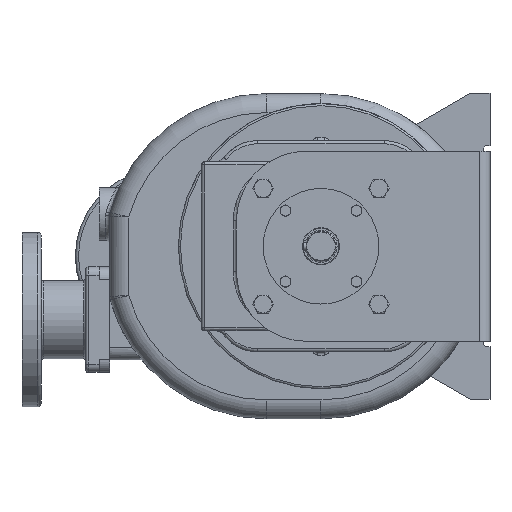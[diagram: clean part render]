
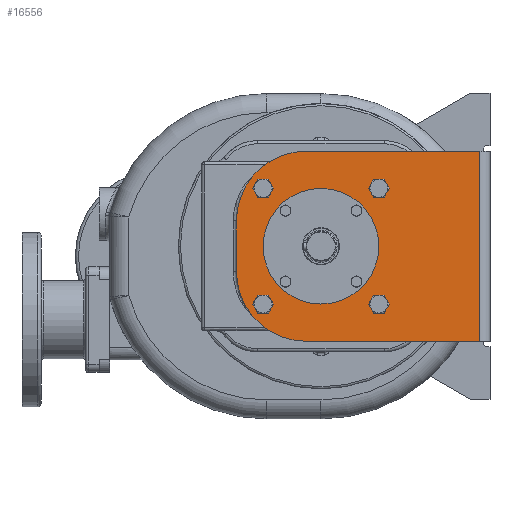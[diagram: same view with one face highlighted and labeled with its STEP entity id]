
A CAD part, left-side view. The second image highlights one B-rep face of the part: STEP entity #16556.
In plain terms, the highlighted planar face has unit normal (-1, 0, 0).
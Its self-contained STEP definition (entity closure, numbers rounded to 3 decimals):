
#150=CARTESIAN_POINT('',(-5.,14.,-24.));
#151=DIRECTION('',(1.,0.,0.));
#152=DIRECTION('',(0.,0.,-1.));
#153=AXIS2_PLACEMENT_3D('',#150,#151,#152);
#155=DIRECTION('',(0.,0.,1.));
#156=VECTOR('',#155,48.);
#157=CARTESIAN_POINT('',(-5.,80.,-24.));
#158=LINE('',#157,#156);
#159=CARTESIAN_POINT('',(-5.,14.,24.));
#160=DIRECTION('',(1.,0.,0.));
#161=DIRECTION('',(0.,1.,0.));
#162=AXIS2_PLACEMENT_3D('',#159,#160,#161);
#164=DIRECTION('',(0.,-1.,0.));
#165=VECTOR('',#164,164.);
#166=CARTESIAN_POINT('',(-5.,14.,90.));
#167=LINE('',#166,#165);
#168=DIRECTION('',(0.,1.,0.));
#169=VECTOR('',#168,164.);
#170=CARTESIAN_POINT('',(-5.,-150.,-90.));
#171=LINE('',#170,#169);
#172=CARTESIAN_POINT('',(-5.,0.,0.));
#173=DIRECTION('',(-1.,0.,0.));
#174=DIRECTION('',(0.,0.,-1.));
#175=AXIS2_PLACEMENT_3D('',#172,#173,#174);
#177=CARTESIAN_POINT('',(-5.,0.,0.));
#178=DIRECTION('',(-1.,0.,0.));
#179=DIRECTION('',(0.,0.,1.));
#180=AXIS2_PLACEMENT_3D('',#177,#178,#179);
#182=CARTESIAN_POINT('',(-5.,54.801,-54.801));
#183=DIRECTION('',(1.,0.,0.));
#184=DIRECTION('',(0.,0.,-1.));
#185=AXIS2_PLACEMENT_3D('',#182,#183,#184);
#187=CARTESIAN_POINT('',(-5.,54.801,-54.801));
#188=DIRECTION('',(1.,0.,0.));
#189=DIRECTION('',(0.,0.,1.));
#190=AXIS2_PLACEMENT_3D('',#187,#188,#189);
#192=CARTESIAN_POINT('',(-5.,-54.801,-54.801));
#193=DIRECTION('',(1.,0.,0.));
#194=DIRECTION('',(0.,0.,-1.));
#195=AXIS2_PLACEMENT_3D('',#192,#193,#194);
#197=CARTESIAN_POINT('',(-5.,-54.801,-54.801));
#198=DIRECTION('',(1.,0.,0.));
#199=DIRECTION('',(0.,0.,1.));
#200=AXIS2_PLACEMENT_3D('',#197,#198,#199);
#202=CARTESIAN_POINT('',(-5.,-54.801,54.801));
#203=DIRECTION('',(1.,0.,0.));
#204=DIRECTION('',(0.,0.,-1.));
#205=AXIS2_PLACEMENT_3D('',#202,#203,#204);
#207=CARTESIAN_POINT('',(-5.,-54.801,54.801));
#208=DIRECTION('',(1.,0.,0.));
#209=DIRECTION('',(0.,0.,1.));
#210=AXIS2_PLACEMENT_3D('',#207,#208,#209);
#212=CARTESIAN_POINT('',(-5.,54.801,54.801));
#213=DIRECTION('',(1.,0.,0.));
#214=DIRECTION('',(0.,0.,-1.));
#215=AXIS2_PLACEMENT_3D('',#212,#213,#214);
#217=CARTESIAN_POINT('',(-5.,54.801,54.801));
#218=DIRECTION('',(1.,0.,0.));
#219=DIRECTION('',(0.,0.,1.));
#220=AXIS2_PLACEMENT_3D('',#217,#218,#219);
#239=DIRECTION('',(0.,0.,1.));
#240=VECTOR('',#239,180.);
#241=CARTESIAN_POINT('',(-5.,-150.,-90.));
#242=LINE('',#241,#240);
#14656=CARTESIAN_POINT('',(-5.,14.,-90.));
#14658=VERTEX_POINT('',#14656);
#14663=CARTESIAN_POINT('',(-5.,-150.,-90.));
#14664=VERTEX_POINT('',#14663);
#14665=CARTESIAN_POINT('',(-5.,-150.,90.));
#14666=VERTEX_POINT('',#14665);
#14667=CARTESIAN_POINT('',(-5.,14.,90.));
#14668=VERTEX_POINT('',#14667);
#14727=CARTESIAN_POINT('',(-5.,80.,-24.));
#14728=VERTEX_POINT('',#14727);
#14729=CARTESIAN_POINT('',(-5.,80.,24.));
#14730=VERTEX_POINT('',#14729);
#15144=CARTESIAN_POINT('',(-5.,0.,-54.75));
#15145=CARTESIAN_POINT('',(-5.,0.,54.75));
#15146=VERTEX_POINT('',#15144);
#15147=VERTEX_POINT('',#15145);
#16225=CARTESIAN_POINT('',(-5.,54.801,-62.901));
#16226=CARTESIAN_POINT('',(-5.,54.801,-46.701));
#16227=VERTEX_POINT('',#16225);
#16228=VERTEX_POINT('',#16226);
#16275=CARTESIAN_POINT('',(-5.,-54.801,-62.901));
#16276=CARTESIAN_POINT('',(-5.,-54.801,-46.701));
#16277=VERTEX_POINT('',#16275);
#16278=VERTEX_POINT('',#16276);
#16325=CARTESIAN_POINT('',(-5.,-54.801,46.701));
#16326=CARTESIAN_POINT('',(-5.,-54.801,62.901));
#16327=VERTEX_POINT('',#16325);
#16328=VERTEX_POINT('',#16326);
#16375=CARTESIAN_POINT('',(-5.,54.801,46.701));
#16376=CARTESIAN_POINT('',(-5.,54.801,62.901));
#16377=VERTEX_POINT('',#16375);
#16378=VERTEX_POINT('',#16376);
#16509=CARTESIAN_POINT('',(-5.,0.,0.));
#16510=DIRECTION('',(1.,0.,0.));
#16511=DIRECTION('',(0.,0.,-1.));
#16512=AXIS2_PLACEMENT_3D('',#16509,#16510,#16511);
#16513=PLANE('',#16512);
#16514=ORIENTED_EDGE('',*,*,#16502,.T.);
#16515=ORIENTED_EDGE('',*,*,#16490,.T.);
#16517=ORIENTED_EDGE('',*,*,#16516,.T.);
#16519=ORIENTED_EDGE('',*,*,#16518,.T.);
#16521=ORIENTED_EDGE('',*,*,#16520,.F.);
#16523=ORIENTED_EDGE('',*,*,#16522,.T.);
#16524=EDGE_LOOP('',(#16514,#16515,#16517,#16519,#16521,#16523));
#16525=FACE_OUTER_BOUND('',#16524,.F.);
#16527=ORIENTED_EDGE('',*,*,#16526,.T.);
#16529=ORIENTED_EDGE('',*,*,#16528,.T.);
#16530=EDGE_LOOP('',(#16527,#16529));
#16531=FACE_BOUND('',#16530,.F.);
#16533=ORIENTED_EDGE('',*,*,#16532,.F.);
#16535=ORIENTED_EDGE('',*,*,#16534,.F.);
#16536=EDGE_LOOP('',(#16533,#16535));
#16537=FACE_BOUND('',#16536,.F.);
#16539=ORIENTED_EDGE('',*,*,#16538,.F.);
#16541=ORIENTED_EDGE('',*,*,#16540,.F.);
#16542=EDGE_LOOP('',(#16539,#16541));
#16543=FACE_BOUND('',#16542,.F.);
#16545=ORIENTED_EDGE('',*,*,#16544,.F.);
#16547=ORIENTED_EDGE('',*,*,#16546,.F.);
#16548=EDGE_LOOP('',(#16545,#16547));
#16549=FACE_BOUND('',#16548,.F.);
#16551=ORIENTED_EDGE('',*,*,#16550,.F.);
#16553=ORIENTED_EDGE('',*,*,#16552,.F.);
#16554=EDGE_LOOP('',(#16551,#16553));
#16555=FACE_BOUND('',#16554,.F.);
#16556=ADVANCED_FACE('',(#16525,#16531,#16537,#16543,#16549,#16555),#16513,.F.);
#154=CIRCLE('',#153,66.);
#163=CIRCLE('',#162,66.);
#176=CIRCLE('',#175,54.75);
#181=CIRCLE('',#180,54.75);
#186=CIRCLE('',#185,8.1);
#191=CIRCLE('',#190,8.1);
#196=CIRCLE('',#195,8.1);
#201=CIRCLE('',#200,8.1);
#206=CIRCLE('',#205,8.1);
#211=CIRCLE('',#210,8.1);
#216=CIRCLE('',#215,8.1);
#221=CIRCLE('',#220,8.1);
#16490=EDGE_CURVE('',#14728,#14730,#158,.T.);
#16502=EDGE_CURVE('',#14658,#14728,#154,.T.);
#16516=EDGE_CURVE('',#14730,#14668,#163,.T.);
#16518=EDGE_CURVE('',#14668,#14666,#167,.T.);
#16520=EDGE_CURVE('',#14664,#14666,#242,.T.);
#16522=EDGE_CURVE('',#14664,#14658,#171,.T.);
#16526=EDGE_CURVE('',#15146,#15147,#176,.T.);
#16528=EDGE_CURVE('',#15147,#15146,#181,.T.);
#16532=EDGE_CURVE('',#16227,#16228,#186,.T.);
#16534=EDGE_CURVE('',#16228,#16227,#191,.T.);
#16538=EDGE_CURVE('',#16277,#16278,#196,.T.);
#16540=EDGE_CURVE('',#16278,#16277,#201,.T.);
#16544=EDGE_CURVE('',#16327,#16328,#206,.T.);
#16546=EDGE_CURVE('',#16328,#16327,#211,.T.);
#16550=EDGE_CURVE('',#16377,#16378,#216,.T.);
#16552=EDGE_CURVE('',#16378,#16377,#221,.T.);
